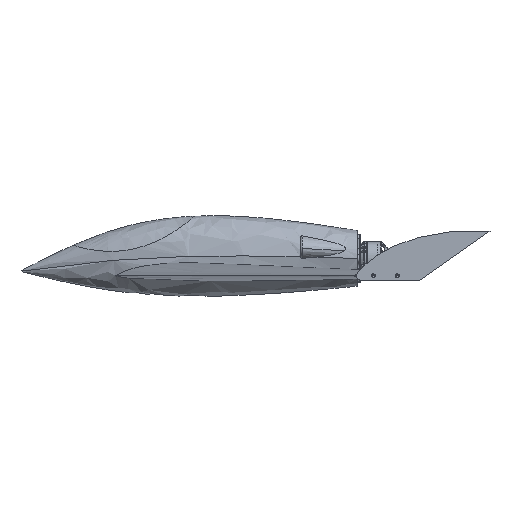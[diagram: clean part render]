
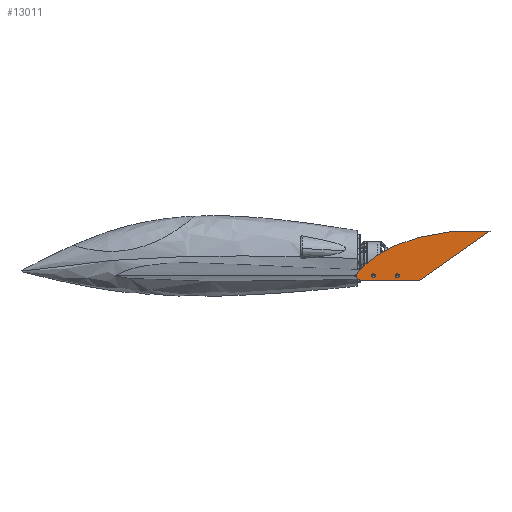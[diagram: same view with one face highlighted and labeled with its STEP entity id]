
A CAD part, front view. The second image highlights one B-rep face of the part: STEP entity #13011.
In plain terms, the highlighted planar face has unit normal (0, -1, 0).
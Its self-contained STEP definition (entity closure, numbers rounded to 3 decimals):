
#12823=CARTESIAN_POINT('',(40.0,-303.0,2.0));
#12824=VERTEX_POINT('',#12823);
#12830=CARTESIAN_POINT('',(40.0,-303.0,-2.0));
#12831=VERTEX_POINT('',#12830);
#12832=CARTESIAN_POINT('',(40.0,-303.0,-2.0));
#12833=CARTESIAN_POINT('',(38.828,-303.,-2.));
#12834=CARTESIAN_POINT('',(38.0,-303.,-1.172));
#12835=CARTESIAN_POINT('',(38.0,-303.0,0.0));
#12836=CARTESIAN_POINT('',(38.0,-303.,1.172));
#12837=CARTESIAN_POINT('',(38.828,-303.,2.));
#12838=CARTESIAN_POINT('',(40.0,-303.0,2.0));
#12846=(BOUNDED_CURVE()B_SPLINE_CURVE(3,(#12832,#12833,#12834,#12835,#12836,#12837,#12838),.UNSPECIFIED.,.F.,.U.)B_SPLINE_CURVE_WITH_KNOTS((4,1,1,1,4),(0.0,3.14,3.142,3.143,6.283),.UNSPECIFIED.)CURVE()GEOMETRIC_REPRESENTATION_ITEM()RATIONAL_B_SPLINE_CURVE((1.0,0.805,0.805,1.0,0.805,0.805,1.0))REPRESENTATION_ITEM(''));
#12847=EDGE_CURVE('',#12831,#12824,#12846,.T.);
#12863=CARTESIAN_POINT('',(65.0,-303.0,2.0));
#12864=VERTEX_POINT('',#12863);
#12870=CARTESIAN_POINT('',(65.0,-303.0,-2.0));
#12871=VERTEX_POINT('',#12870);
#12872=CARTESIAN_POINT('',(65.0,-303.0,-2.0));
#12873=CARTESIAN_POINT('',(63.828,-303.,-2.));
#12874=CARTESIAN_POINT('',(63.,-303.,-1.172));
#12875=CARTESIAN_POINT('',(63.0,-303.0,0.0));
#12876=CARTESIAN_POINT('',(63.,-303.,1.172));
#12877=CARTESIAN_POINT('',(63.828,-303.,2.));
#12878=CARTESIAN_POINT('',(65.0,-303.0,2.0));
#12886=(BOUNDED_CURVE()B_SPLINE_CURVE(3,(#12872,#12873,#12874,#12875,#12876,#12877,#12878),.UNSPECIFIED.,.F.,.U.)B_SPLINE_CURVE_WITH_KNOTS((4,1,1,1,4),(0.0,3.14,3.142,3.143,6.283),.UNSPECIFIED.)CURVE()GEOMETRIC_REPRESENTATION_ITEM()RATIONAL_B_SPLINE_CURVE((1.0,0.805,0.805,1.0,0.805,0.805,1.0))REPRESENTATION_ITEM(''));
#12887=EDGE_CURVE('',#12871,#12864,#12886,.T.);
#12905=CARTESIAN_POINT('',(40.0,-303.0,2.0));
#12906=CARTESIAN_POINT('',(41.172,-303.,2.));
#12907=CARTESIAN_POINT('',(42.0,-303.,1.172));
#12908=CARTESIAN_POINT('',(42.0,-303.0,0.0));
#12909=CARTESIAN_POINT('',(42.0,-303.,-1.172));
#12910=CARTESIAN_POINT('',(41.172,-303.,-2.));
#12911=CARTESIAN_POINT('',(40.0,-303.0,-2.0));
#12919=(BOUNDED_CURVE()B_SPLINE_CURVE(3,(#12905,#12906,#12907,#12908,#12909,#12910,#12911),.UNSPECIFIED.,.F.,.U.)B_SPLINE_CURVE_WITH_KNOTS((4,1,1,1,4),(6.283,9.422,9.425,9.428,12.566),.UNSPECIFIED.)CURVE()GEOMETRIC_REPRESENTATION_ITEM()RATIONAL_B_SPLINE_CURVE((1.0,0.805,0.805,1.0,0.805,0.805,1.0))REPRESENTATION_ITEM(''));
#12920=EDGE_CURVE('',#12824,#12831,#12919,.T.);
#12933=CARTESIAN_POINT('',(65.0,-303.0,2.0));
#12934=CARTESIAN_POINT('',(66.172,-303.,2.));
#12935=CARTESIAN_POINT('',(67.0,-303.,1.172));
#12936=CARTESIAN_POINT('',(67.0,-303.0,0.0));
#12937=CARTESIAN_POINT('',(67.0,-303.,-1.172));
#12938=CARTESIAN_POINT('',(66.172,-303.,-2.));
#12939=CARTESIAN_POINT('',(65.0,-303.0,-2.0));
#12947=(BOUNDED_CURVE()B_SPLINE_CURVE(3,(#12933,#12934,#12935,#12936,#12937,#12938,#12939),.UNSPECIFIED.,.F.,.U.)B_SPLINE_CURVE_WITH_KNOTS((4,1,1,1,4),(6.283,9.422,9.425,9.428,12.566),.UNSPECIFIED.)CURVE()GEOMETRIC_REPRESENTATION_ITEM()RATIONAL_B_SPLINE_CURVE((1.0,0.805,0.805,1.0,0.805,0.805,1.0))REPRESENTATION_ITEM(''));
#12948=EDGE_CURVE('',#12864,#12871,#12947,.T.);
#12954=CARTESIAN_POINT('',(92.304,-303.0,20.811));
#12955=DIRECTION('',(0.0,-1.0,0.0));
#12956=DIRECTION('',(1.0,0.0,0.0));
#12957=AXIS2_PLACEMENT_3D('',#12954,#12955,#12956);
#12958=PLANE('',#12957);
#12959=CARTESIAN_POINT('',(88.0,-303.0,-5.0));
#12960=VERTEX_POINT('',#12959);
#12961=CARTESIAN_POINT('',(161.724,-303.0,46.622));
#12962=VERTEX_POINT('',#12961);
#12963=CARTESIAN_POINT('',(88.0,-303.0,-5.0));
#12964=CARTESIAN_POINT('',(161.724,-303.0,46.622));
#12965=B_SPLINE_CURVE_WITH_KNOTS('',1,(#12963,#12964),.UNSPECIFIED.,.F.,.U.,(2,2),(-90.,0.0),.UNSPECIFIED.);
#12966=EDGE_CURVE('',#12960,#12962,#12965,.T.);
#12967=ORIENTED_EDGE('',*,*,#12966,.T.);
#12968=CARTESIAN_POINT('',(23.458,-303.0,3.097));
#12969=VERTEX_POINT('',#12968);
#12970=CARTESIAN_POINT('',(161.724,-303.0,46.622));
#12971=CARTESIAN_POINT('',(98.037,-303.0,50.611));
#12972=CARTESIAN_POINT('',(46.127,-303.0,31.829));
#12973=CARTESIAN_POINT('',(23.458,-303.0,3.097));
#12974=B_SPLINE_CURVE_WITH_KNOTS('',3,(#12970,#12971,#12972,#12973),.UNSPECIFIED.,.F.,.U.,(4,4),(-1.0,-0.084),.UNSPECIFIED.);
#12975=EDGE_CURVE('',#12962,#12969,#12974,.T.);
#12976=ORIENTED_EDGE('',*,*,#12975,.T.);
#12977=CARTESIAN_POINT('',(27.383,-303.0,-5.0));
#12978=VERTEX_POINT('',#12977);
#12979=CARTESIAN_POINT('',(27.383,-303.0,-5.0));
#12980=CARTESIAN_POINT('',(25.413,-303.,-5.));
#12981=CARTESIAN_POINT('',(23.743,-303.,-3.954));
#12982=CARTESIAN_POINT('',(22.884,-303.0,-2.181));
#12983=CARTESIAN_POINT('',(22.025,-303.,-0.408));
#12984=CARTESIAN_POINT('',(22.238,-303.,1.55));
#12985=CARTESIAN_POINT('',(23.458,-303.0,3.097));
#12993=(BOUNDED_CURVE()B_SPLINE_CURVE(3,(#12979,#12980,#12981,#12982,#12983,#12984,#12985),.UNSPECIFIED.,.F.,.U.)B_SPLINE_CURVE_WITH_KNOTS((4,1,1,1,4),(-11.194,-5.6,-5.597,-5.594,0.0),.UNSPECIFIED.)CURVE()GEOMETRIC_REPRESENTATION_ITEM()RATIONAL_B_SPLINE_CURVE((1.0,0.898,0.898,1.0,0.898,0.898,1.0))REPRESENTATION_ITEM(''));
#12994=EDGE_CURVE('',#12978,#12969,#12993,.T.);
#12995=ORIENTED_EDGE('',*,*,#12994,.F.);
#12996=CARTESIAN_POINT('',(27.383,-303.0,-5.0));
#12997=CARTESIAN_POINT('',(88.0,-303.0,-5.0));
#12998=B_SPLINE_CURVE_WITH_KNOTS('',1,(#12996,#12997),.UNSPECIFIED.,.F.,.U.,(2,2),(-60.617,0.0),.UNSPECIFIED.);
#12999=EDGE_CURVE('',#12978,#12960,#12998,.T.);
#13000=ORIENTED_EDGE('',*,*,#12999,.T.);
#13001=EDGE_LOOP('',(#12967,#12976,#12995,#13000));
#13002=FACE_OUTER_BOUND('',#13001,.T.);
#13003=ORIENTED_EDGE('',*,*,#12887,.T.);
#13004=ORIENTED_EDGE('',*,*,#12948,.T.);
#13005=EDGE_LOOP('',(#13003,#13004));
#13006=FACE_BOUND('',#13005,.T.);
#13007=ORIENTED_EDGE('',*,*,#12920,.T.);
#13008=ORIENTED_EDGE('',*,*,#12847,.T.);
#13009=EDGE_LOOP('',(#13007,#13008));
#13010=FACE_BOUND('',#13009,.T.);
#13011=ADVANCED_FACE('',(#13002,#13006,#13010),#12958,.T.);
